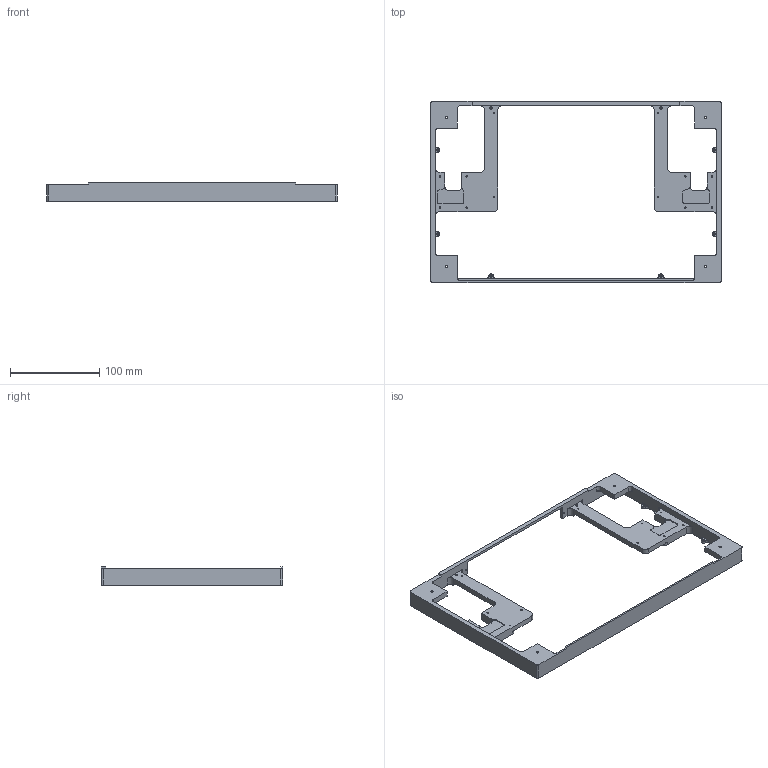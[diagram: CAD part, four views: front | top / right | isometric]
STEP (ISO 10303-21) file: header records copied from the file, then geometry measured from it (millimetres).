
FILE_DESCRIPTION( ( '' ), ' ' );
FILE_NAME( '5e330cbd56c98715def8ee36.step', '2020-01-30T17:05:02', ( '' ), ( '' ), ' ', ' ', ' ' );
FILE_SCHEMA( ( 'AUTOMOTIVE_DESIGN { 1 0 10303 214 1 1 1 1 }' ) );
Length unit declared in the file: metre
Products named in the file (1): Partie fixe
Bounding box: 324.57 x 202.97 x 20.67 mm (x, y, z)
Volume: 142512.8 mm3; surface area: 72087.2 mm2
Topology: 1 solids, 1 shells, 208 faces, 632 edges, 420 vertices
Faces by surface type: cylinder 102, plane 94, cone 8, extrusion 4
Full cylindrical faces by diameter (mm): 1.6 x14, 2.5 x12
Entity records: 8594 total; most frequent: CARTESIAN_POINT 1231, DIRECTION 1188, ORIENTED_EDGE 1156, EDGE_CURVE 578, AXIS2_PLACEMENT_3D 409, VERTEX_POINT 408, VECTOR 370, LINE 366
